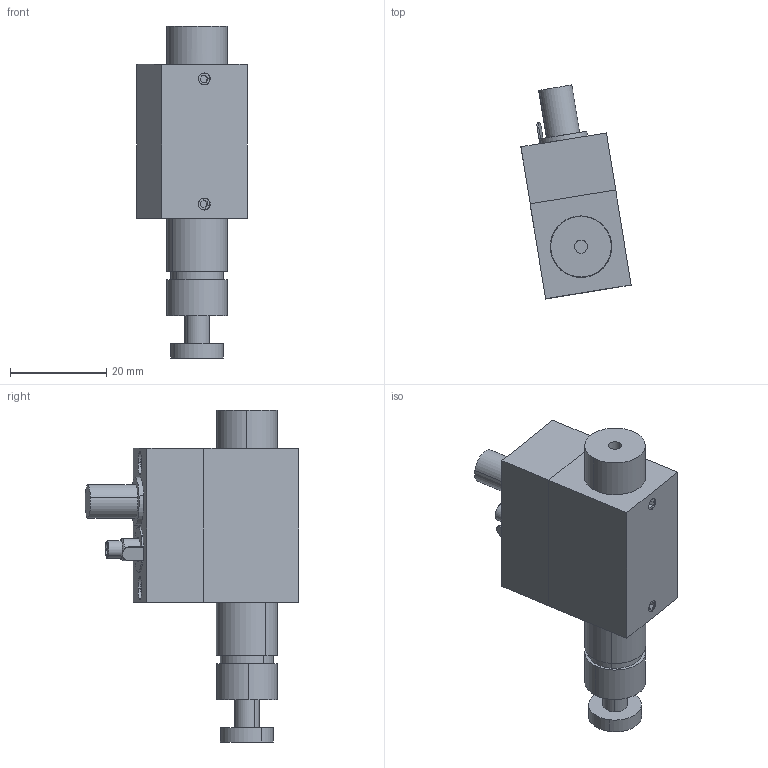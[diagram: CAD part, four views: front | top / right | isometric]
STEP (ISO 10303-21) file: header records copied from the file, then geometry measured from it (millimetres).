
FILE_DESCRIPTION (( 'STEP AP214' ), '1' );
FILE_NAME ('15664-E0W.step', '2007-11-13T11:26:11', ( ' ' ), ( ' ' ), 'SwSTEP 2.0', 'SolidWorks 2007', '' );
FILE_SCHEMA (( 'AUTOMOTIVE_DESIGN' ));
Length unit declared in the file: millimetre
Products named in the file (1): 15664-E0W
Bounding box: 22.88 x 44.44 x 69 mm (x, y, z)
Surface area: 9448.6 mm2 (no closed solid volume)
Topology: 0 solids, 17 shells, 133 faces, 397 edges, 273 vertices
Faces by surface type: plane 66, cylinder 51, cone 16
Entity records: 6272 total; most frequent: CARTESIAN_POINT 1206, DIRECTION 787, ORIENTED_EDGE 638, EDGE_CURVE 393, AXIS2_PLACEMENT_3D 290, VERTEX_POINT 273, VECTOR 207, LINE 207
